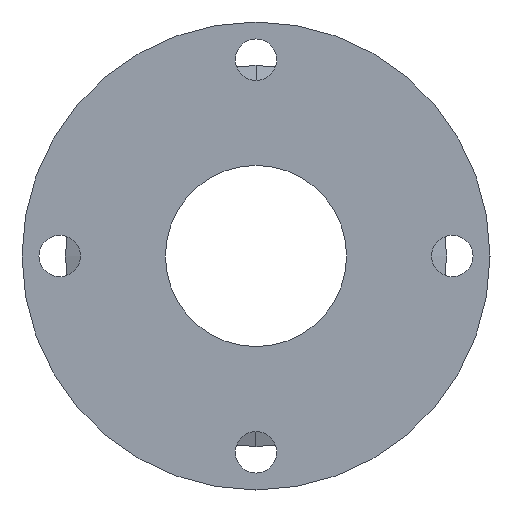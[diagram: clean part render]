
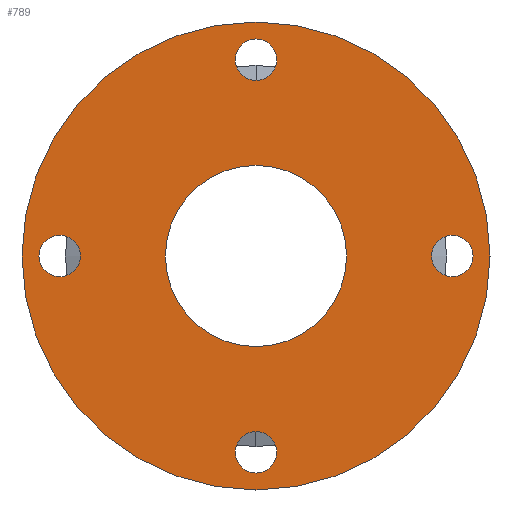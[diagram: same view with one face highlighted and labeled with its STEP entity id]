
A CAD part, left-side view. The second image highlights one B-rep face of the part: STEP entity #789.
In plain terms, the highlighted planar face has unit normal (-1, 0, 0).
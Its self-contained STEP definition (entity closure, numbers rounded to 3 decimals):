
#3 = DIRECTION ( 'NONE',  ( -1., 0., 0. ) ) ;
#17 = DIRECTION ( 'NONE',  ( -1., 0., 0. ) ) ;
#27 = CARTESIAN_POINT ( 'NONE',  ( -14.905, 26., 2.75 ) ) ;
#33 = VERTEX_POINT ( 'NONE', #349 ) ;
#34 = EDGE_CURVE ( 'NONE', #176, #88, #750, .T. ) ;
#35 = AXIS2_PLACEMENT_3D ( 'NONE', #124, #55, #332 ) ;
#40 = AXIS2_PLACEMENT_3D ( 'NONE', #218, #542, #131 ) ;
#43 = DIRECTION ( 'NONE',  ( 0., 0., 1. ) ) ;
#49 = CARTESIAN_POINT ( 'NONE',  ( -14.905, 0., -28.75 ) ) ;
#55 = DIRECTION ( 'NONE',  ( -1., 0., 0. ) ) ;
#73 = DIRECTION ( 'NONE',  ( -1., 0., 0. ) ) ;
#78 = CIRCLE ( 'NONE', #35, 31. ) ;
#88 = VERTEX_POINT ( 'NONE', #540 ) ;
#99 = AXIS2_PLACEMENT_3D ( 'NONE', #432, #362, #704 ) ;
#108 = CARTESIAN_POINT ( 'NONE',  ( -14.905, -26., -2.75 ) ) ;
#115 = FACE_OUTER_BOUND ( 'NONE', #446, .T. ) ;
#124 = CARTESIAN_POINT ( 'NONE',  ( -14.905, 0., 0. ) ) ;
#131 = DIRECTION ( 'NONE',  ( 0., 0., 1. ) ) ;
#139 = DIRECTION ( 'NONE',  ( 0., 0., 1. ) ) ;
#141 = DIRECTION ( 'NONE',  ( -1., 0., 0. ) ) ;
#157 = AXIS2_PLACEMENT_3D ( 'NONE', #269, #3, #489 ) ;
#160 = ORIENTED_EDGE ( 'NONE', *, *, #637, .F. ) ;
#166 = ORIENTED_EDGE ( 'NONE', *, *, #209, .F. ) ;
#170 = VERTEX_POINT ( 'NONE', #108 ) ;
#176 = VERTEX_POINT ( 'NONE', #27 ) ;
#203 = AXIS2_PLACEMENT_3D ( 'NONE', #604, #266, #690 ) ;
#206 = CARTESIAN_POINT ( 'NONE',  ( -14.905, 0., 28.75 ) ) ;
#209 = EDGE_CURVE ( 'NONE', #304, #33, #506, .T. ) ;
#217 = AXIS2_PLACEMENT_3D ( 'NONE', #380, #651, #317 ) ;
#218 = CARTESIAN_POINT ( 'NONE',  ( -14.905, 0., 0. ) ) ;
#222 = DIRECTION ( 'NONE',  ( 0., 0., 1. ) ) ;
#228 = CIRCLE ( 'NONE', #40, 12. ) ;
#230 = ORIENTED_EDGE ( 'NONE', *, *, #867, .F. ) ;
#233 = VERTEX_POINT ( 'NONE', #559 ) ;
#241 = CIRCLE ( 'NONE', #740, 2.75 ) ;
#243 = FACE_BOUND ( 'NONE', #802, .T. ) ;
#263 = DIRECTION ( 'NONE',  ( -1., 0., 0. ) ) ;
#266 = DIRECTION ( 'NONE',  ( -1., 0., 0. ) ) ;
#269 = CARTESIAN_POINT ( 'NONE',  ( -14.905, 0., -26. ) ) ;
#274 = DIRECTION ( 'NONE',  ( -1., 0., 0. ) ) ;
#275 = EDGE_CURVE ( 'NONE', #500, #170, #241, .T. ) ;
#280 = DIRECTION ( 'NONE',  ( 0., 0., 1. ) ) ;
#304 = VERTEX_POINT ( 'NONE', #599 ) ;
#305 = CIRCLE ( 'NONE', #343, 2.75 ) ;
#308 = ORIENTED_EDGE ( 'NONE', *, *, #563, .F. ) ;
#317 = DIRECTION ( 'NONE',  ( 0., 0., -1. ) ) ;
#332 = DIRECTION ( 'NONE',  ( 0., 0., 1. ) ) ;
#337 = CARTESIAN_POINT ( 'NONE',  ( -14.905, 0., 23.25 ) ) ;
#343 = AXIS2_PLACEMENT_3D ( 'NONE', #539, #73, #875 ) ;
#349 = CARTESIAN_POINT ( 'NONE',  ( -14.905, 0., -12. ) ) ;
#350 = VERTEX_POINT ( 'NONE', #49 ) ;
#355 = ORIENTED_EDGE ( 'NONE', *, *, #527, .F. ) ;
#362 = DIRECTION ( 'NONE',  ( -1., 0., 0. ) ) ;
#369 = FACE_BOUND ( 'NONE', #648, .T. ) ;
#376 = FACE_BOUND ( 'NONE', #781, .T. ) ;
#380 = CARTESIAN_POINT ( 'NONE',  ( -14.905, 12., 0. ) ) ;
#401 = ORIENTED_EDGE ( 'NONE', *, *, #874, .T. ) ;
#402 = CARTESIAN_POINT ( 'NONE',  ( -14.905, 0., 26. ) ) ;
#405 = CIRCLE ( 'NONE', #565, 2.75 ) ;
#409 = CARTESIAN_POINT ( 'NONE',  ( -14.905, -26., 2.75 ) ) ;
#411 = ORIENTED_EDGE ( 'NONE', *, *, #831, .F. ) ;
#431 = ORIENTED_EDGE ( 'NONE', *, *, #34, .F. ) ;
#432 = CARTESIAN_POINT ( 'NONE',  ( -14.905, 0., -26. ) ) ;
#440 = EDGE_CURVE ( 'NONE', #233, #833, #595, .T. ) ;
#442 = ORIENTED_EDGE ( 'NONE', *, *, #440, .T. ) ;
#444 = AXIS2_PLACEMENT_3D ( 'NONE', #844, #274, #280 ) ;
#446 = EDGE_LOOP ( 'NONE', ( #442, #401 ) ) ;
#451 = FACE_BOUND ( 'NONE', #494, .T. ) ;
#456 = CARTESIAN_POINT ( 'NONE',  ( -14.905, 0., -23.25 ) ) ;
#460 = AXIS2_PLACEMENT_3D ( 'NONE', #753, #263, #139 ) ;
#483 = CIRCLE ( 'NONE', #99, 2.75 ) ;
#486 = DIRECTION ( 'NONE',  ( 0., 0., 1. ) ) ;
#489 = DIRECTION ( 'NONE',  ( 0., 0., 1. ) ) ;
#494 = EDGE_LOOP ( 'NONE', ( #166, #308 ) ) ;
#495 = CARTESIAN_POINT ( 'NONE',  ( -14.905, -26., 0. ) ) ;
#500 = VERTEX_POINT ( 'NONE', #409 ) ;
#505 = ORIENTED_EDGE ( 'NONE', *, *, #589, .F. ) ;
#506 = CIRCLE ( 'NONE', #691, 12. ) ;
#527 = EDGE_CURVE ( 'NONE', #350, #798, #483, .T. ) ;
#535 = CIRCLE ( 'NONE', #157, 2.75 ) ;
#537 = CARTESIAN_POINT ( 'NONE',  ( -14.905, 26., 0. ) ) ;
#539 = CARTESIAN_POINT ( 'NONE',  ( -14.905, -26., 0. ) ) ;
#540 = CARTESIAN_POINT ( 'NONE',  ( -14.905, 26., -2.75 ) ) ;
#542 = DIRECTION ( 'NONE',  ( -1., 0., 0. ) ) ;
#559 = CARTESIAN_POINT ( 'NONE',  ( -14.905, 0., 31. ) ) ;
#563 = EDGE_CURVE ( 'NONE', #33, #304, #228, .T. ) ;
#565 = AXIS2_PLACEMENT_3D ( 'NONE', #537, #141, #486 ) ;
#589 = EDGE_CURVE ( 'NONE', #798, #350, #535, .T. ) ;
#595 = CIRCLE ( 'NONE', #444, 31. ) ;
#599 = CARTESIAN_POINT ( 'NONE',  ( -14.905, 0., 12. ) ) ;
#604 = CARTESIAN_POINT ( 'NONE',  ( -14.905, 26., 0. ) ) ;
#614 = CARTESIAN_POINT ( 'NONE',  ( -14.905, 0., -31. ) ) ;
#618 = EDGE_CURVE ( 'NONE', #88, #176, #405, .T. ) ;
#637 = EDGE_CURVE ( 'NONE', #652, #663, #799, .T. ) ;
#648 = EDGE_LOOP ( 'NONE', ( #431, #884 ) ) ;
#651 = DIRECTION ( 'NONE',  ( 1., 0., 0. ) ) ;
#652 = VERTEX_POINT ( 'NONE', #337 ) ;
#663 = VERTEX_POINT ( 'NONE', #206 ) ;
#690 = DIRECTION ( 'NONE',  ( 0., 0., 1. ) ) ;
#691 = AXIS2_PLACEMENT_3D ( 'NONE', #858, #795, #769 ) ;
#704 = DIRECTION ( 'NONE',  ( 0., 0., 1. ) ) ;
#712 = ORIENTED_EDGE ( 'NONE', *, *, #275, .F. ) ;
#723 = FACE_BOUND ( 'NONE', #794, .T. ) ;
#728 = PLANE ( 'NONE',  #217 ) ;
#740 = AXIS2_PLACEMENT_3D ( 'NONE', #495, #17, #43 ) ;
#750 = CIRCLE ( 'NONE', #203, 2.75 ) ;
#753 = CARTESIAN_POINT ( 'NONE',  ( -14.905, 0., 26. ) ) ;
#762 = DIRECTION ( 'NONE',  ( -1., 0., 0. ) ) ;
#769 = DIRECTION ( 'NONE',  ( 0., 0., 1. ) ) ;
#781 = EDGE_LOOP ( 'NONE', ( #230, #160 ) ) ;
#789 = ADVANCED_FACE ( 'NONE', ( #369, #243, #723, #376, #451, #115 ), #728, .F. ) ;
#794 = EDGE_LOOP ( 'NONE', ( #712, #411 ) ) ;
#795 = DIRECTION ( 'NONE',  ( -1., 0., 0. ) ) ;
#798 = VERTEX_POINT ( 'NONE', #456 ) ;
#799 = CIRCLE ( 'NONE', #839, 2.75 ) ;
#802 = EDGE_LOOP ( 'NONE', ( #505, #355 ) ) ;
#831 = EDGE_CURVE ( 'NONE', #170, #500, #305, .T. ) ;
#833 = VERTEX_POINT ( 'NONE', #614 ) ;
#839 = AXIS2_PLACEMENT_3D ( 'NONE', #402, #762, #222 ) ;
#844 = CARTESIAN_POINT ( 'NONE',  ( -14.905, 0., 0. ) ) ;
#851 = CIRCLE ( 'NONE', #460, 2.75 ) ;
#858 = CARTESIAN_POINT ( 'NONE',  ( -14.905, 0., 0. ) ) ;
#867 = EDGE_CURVE ( 'NONE', #663, #652, #851, .T. ) ;
#874 = EDGE_CURVE ( 'NONE', #833, #233, #78, .T. ) ;
#875 = DIRECTION ( 'NONE',  ( 0., 0., 1. ) ) ;
#884 = ORIENTED_EDGE ( 'NONE', *, *, #618, .F. ) ;
